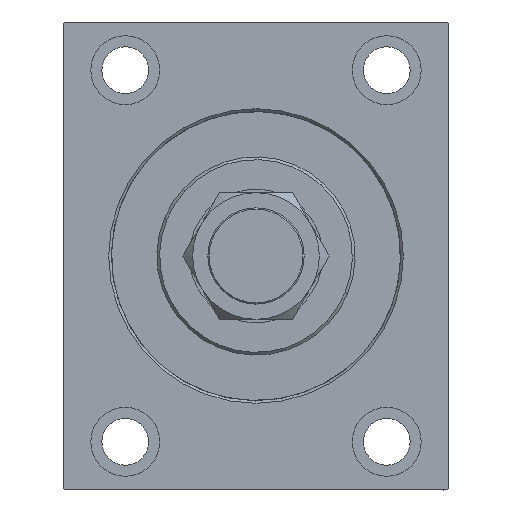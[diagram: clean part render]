
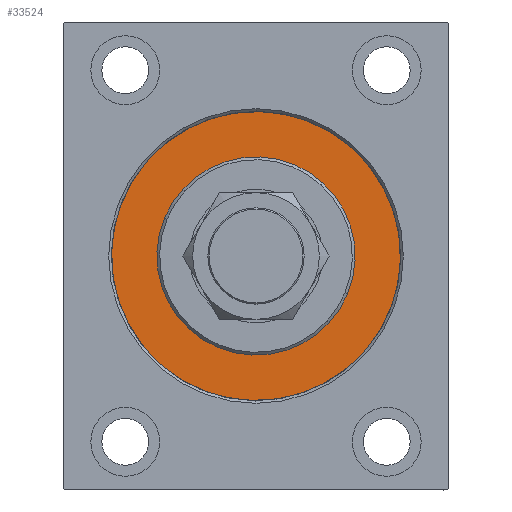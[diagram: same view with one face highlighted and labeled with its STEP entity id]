
A CAD part, left-side view. The second image highlights one B-rep face of the part: STEP entity #33524.
In plain terms, the highlighted face is planar.
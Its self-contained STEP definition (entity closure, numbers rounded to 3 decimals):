
#924 = VERTEX_POINT ( 'NONE', #41907 ) ;
#960 = EDGE_LOOP ( 'NONE', ( #41650, #18809 ) ) ;
#1394 = DIRECTION ( 'NONE',  ( 1., 0., 0. ) ) ;
#1965 = DIRECTION ( 'NONE',  ( -1., 0., 0. ) ) ;
#2651 = ORIENTED_EDGE ( 'NONE', *, *, #29078, .F. ) ;
#3647 = CIRCLE ( 'NONE', #5983, 52.5 ) ;
#3946 = CARTESIAN_POINT ( 'NONE',  ( 0., 0., 0. ) ) ;
#5983 = AXIS2_PLACEMENT_3D ( 'NONE', #31634, #45739, #10017 ) ;
#6401 = EDGE_LOOP ( 'NONE', ( #43882, #2651 ) ) ;
#8340 = CARTESIAN_POINT ( 'NONE',  ( 0., 0., 0. ) ) ;
#8455 = CARTESIAN_POINT ( 'NONE',  ( 0., 0., 0. ) ) ;
#9079 = DIRECTION ( 'NONE',  ( -1., 0., 0. ) ) ;
#9256 = FACE_OUTER_BOUND ( 'NONE', #6401, .T. ) ;
#10017 = DIRECTION ( 'NONE',  ( 0., 0., 1. ) ) ;
#11752 = DIRECTION ( 'NONE',  ( 0., 0., -1. ) ) ;
#13068 = CARTESIAN_POINT ( 'NONE',  ( 0., 0., 52.5 ) ) ;
#15325 = VERTEX_POINT ( 'NONE', #20886 ) ;
#16082 = DIRECTION ( 'NONE',  ( 0., 0., 1. ) ) ;
#18809 = ORIENTED_EDGE ( 'NONE', *, *, #19192, .F. ) ;
#19192 = EDGE_CURVE ( 'NONE', #43914, #15325, #32748, .T. ) ;
#20886 = CARTESIAN_POINT ( 'NONE',  ( 0., 0., 36. ) ) ;
#22090 = CARTESIAN_POINT ( 'NONE',  ( 0., 0., 0. ) ) ;
#26203 = PLANE ( 'NONE',  #40546 ) ;
#29078 = EDGE_CURVE ( 'NONE', #29101, #924, #3647, .T. ) ;
#29101 = VERTEX_POINT ( 'NONE', #13068 ) ;
#29280 = CIRCLE ( 'NONE', #39818, 36. ) ;
#30707 = DIRECTION ( 'NONE',  ( 0., 0., 1. ) ) ;
#31634 = CARTESIAN_POINT ( 'NONE',  ( 0., 0., 0. ) ) ;
#32515 = CARTESIAN_POINT ( 'NONE',  ( 0., 0., -36. ) ) ;
#32748 = CIRCLE ( 'NONE', #40998, 36. ) ;
#33524 = ADVANCED_FACE ( 'NONE', ( #37936, #9256 ), #26203, .F. ) ;
#33665 = EDGE_CURVE ( 'NONE', #15325, #43914, #29280, .T. ) ;
#37142 = DIRECTION ( 'NONE',  ( 0., 0., -1. ) ) ;
#37936 = FACE_BOUND ( 'NONE', #960, .T. ) ;
#39818 = AXIS2_PLACEMENT_3D ( 'NONE', #8455, #1394, #37142 ) ;
#40546 = AXIS2_PLACEMENT_3D ( 'NONE', #8340, #1965, #16082 ) ;
#40699 = CIRCLE ( 'NONE', #45234, 52.5 ) ;
#40998 = AXIS2_PLACEMENT_3D ( 'NONE', #22090, #43489, #11752 ) ;
#41650 = ORIENTED_EDGE ( 'NONE', *, *, #33665, .F. ) ;
#41907 = CARTESIAN_POINT ( 'NONE',  ( 0., 0., -52.5 ) ) ;
#42065 = EDGE_CURVE ( 'NONE', #924, #29101, #40699, .T. ) ;
#43489 = DIRECTION ( 'NONE',  ( 1., 0., 0. ) ) ;
#43882 = ORIENTED_EDGE ( 'NONE', *, *, #42065, .F. ) ;
#43914 = VERTEX_POINT ( 'NONE', #32515 ) ;
#45234 = AXIS2_PLACEMENT_3D ( 'NONE', #3946, #9079, #30707 ) ;
#45739 = DIRECTION ( 'NONE',  ( -1., 0., 0. ) ) ;
